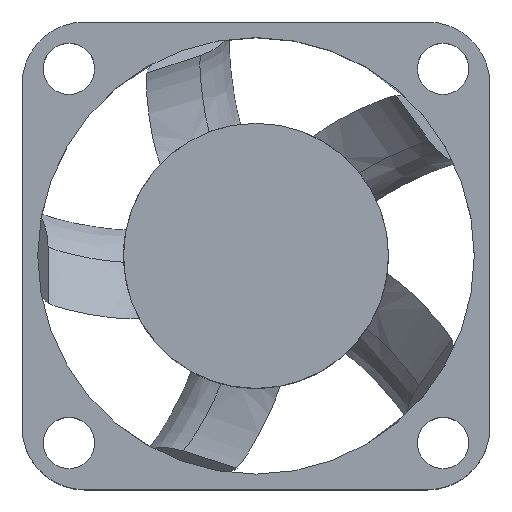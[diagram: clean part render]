
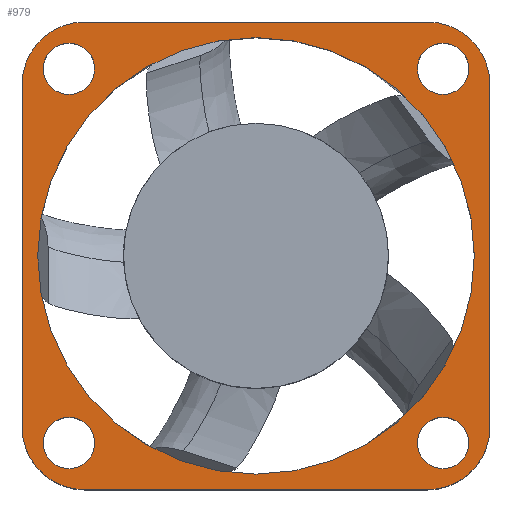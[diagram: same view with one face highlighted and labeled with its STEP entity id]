
A CAD part, top view. The second image highlights one B-rep face of the part: STEP entity #979.
In plain terms, the highlighted planar face has unit normal (0, 0, 1).
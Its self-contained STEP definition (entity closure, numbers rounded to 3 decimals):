
#55=LINE('',#1515,#87);
#61=LINE('',#1544,#93);
#69=LINE('',#1571,#101);
#70=LINE('',#1573,#102);
#87=VECTOR('',#1158,10.);
#93=VECTOR('',#1186,10.);
#101=VECTOR('',#1220,10.);
#102=VECTOR('',#1223,10.);
#220=FACE_BOUND('',#320,.T.);
#221=FACE_BOUND('',#321,.T.);
#222=FACE_BOUND('',#322,.T.);
#223=FACE_BOUND('',#323,.T.);
#224=FACE_BOUND('',#324,.T.);
#232=PLANE('',#1078);
#257=FACE_OUTER_BOUND('',#319,.T.);
#319=EDGE_LOOP('',(#766,#767,#768,#769,#770,#771,#772,#773));
#320=EDGE_LOOP('',(#774));
#321=EDGE_LOOP('',(#775));
#322=EDGE_LOOP('',(#776));
#323=EDGE_LOOP('',(#777));
#324=EDGE_LOOP('',(#778));
#364=CIRCLE('',#1038,14.);
#366=CIRCLE('',#1051,4.);
#374=CIRCLE('',#1062,4.);
#375=CIRCLE('',#1065,4.);
#376=CIRCLE('',#1067,4.);
#377=CIRCLE('',#1069,1.65);
#378=CIRCLE('',#1071,1.65);
#379=CIRCLE('',#1073,1.65);
#380=CIRCLE('',#1075,1.65);
#402=VERTEX_POINT('',#1368);
#435=VERTEX_POINT('',#1505);
#436=VERTEX_POINT('',#1507);
#438=VERTEX_POINT('',#1513);
#448=VERTEX_POINT('',#1537);
#449=VERTEX_POINT('',#1539);
#450=VERTEX_POINT('',#1543);
#451=VERTEX_POINT('',#1547);
#452=VERTEX_POINT('',#1551);
#453=VERTEX_POINT('',#1555);
#454=VERTEX_POINT('',#1559);
#455=VERTEX_POINT('',#1563);
#456=VERTEX_POINT('',#1567);
#511=EDGE_CURVE('',#402,#402,#364,.T.);
#544=EDGE_CURVE('',#435,#436,#366,.T.);
#548=EDGE_CURVE('',#438,#435,#55,.T.);
#560=EDGE_CURVE('',#448,#449,#374,.T.);
#562=EDGE_CURVE('',#449,#450,#61,.T.);
#564=EDGE_CURVE('',#450,#451,#375,.T.);
#567=EDGE_CURVE('',#452,#438,#376,.T.);
#569=EDGE_CURVE('',#453,#453,#377,.T.);
#571=EDGE_CURVE('',#454,#454,#378,.T.);
#573=EDGE_CURVE('',#455,#455,#379,.T.);
#575=EDGE_CURVE('',#456,#456,#380,.T.);
#576=EDGE_CURVE('',#451,#452,#69,.T.);
#577=EDGE_CURVE('',#436,#448,#70,.T.);
#766=ORIENTED_EDGE('',*,*,#544,.F.);
#767=ORIENTED_EDGE('',*,*,#548,.F.);
#768=ORIENTED_EDGE('',*,*,#567,.F.);
#769=ORIENTED_EDGE('',*,*,#576,.F.);
#770=ORIENTED_EDGE('',*,*,#564,.F.);
#771=ORIENTED_EDGE('',*,*,#562,.F.);
#772=ORIENTED_EDGE('',*,*,#560,.F.);
#773=ORIENTED_EDGE('',*,*,#577,.F.);
#774=ORIENTED_EDGE('',*,*,#575,.F.);
#775=ORIENTED_EDGE('',*,*,#573,.F.);
#776=ORIENTED_EDGE('',*,*,#571,.F.);
#777=ORIENTED_EDGE('',*,*,#569,.F.);
#778=ORIENTED_EDGE('',*,*,#511,.F.);
#979=ADVANCED_FACE('',(#257,#220,#221,#222,#223,#224),#232,.F.);
#1038=AXIS2_PLACEMENT_3D('',#1370,#1124,#1125);
#1051=AXIS2_PLACEMENT_3D('',#1508,#1151,#1152);
#1062=AXIS2_PLACEMENT_3D('',#1540,#1181,#1182);
#1065=AXIS2_PLACEMENT_3D('',#1548,#1190,#1191);
#1067=AXIS2_PLACEMENT_3D('',#1553,#1196,#1197);
#1069=AXIS2_PLACEMENT_3D('',#1557,#1201,#1202);
#1071=AXIS2_PLACEMENT_3D('',#1561,#1206,#1207);
#1073=AXIS2_PLACEMENT_3D('',#1565,#1211,#1212);
#1075=AXIS2_PLACEMENT_3D('',#1569,#1216,#1217);
#1078=AXIS2_PLACEMENT_3D('',#1574,#1224,#1225);
#1124=DIRECTION('center_axis',(0.,0.,
1.));
#1125=DIRECTION('ref_axis',(-1.,0.,0.));
#1151=DIRECTION('center_axis',(0.,0.,
-1.));
#1152=DIRECTION('ref_axis',(-0.707,0.707,0.));
#1158=DIRECTION('',(0.,1.,0.));
#1181=DIRECTION('center_axis',(0.,0.,
-1.));
#1182=DIRECTION('ref_axis',(0.707,0.707,0.));
#1186=DIRECTION('',(0.,-1.,0.));
#1190=DIRECTION('center_axis',(0.,0.,
-1.));
#1191=DIRECTION('ref_axis',(0.707,-0.707,0.));
#1196=DIRECTION('center_axis',(0.,0.,
-1.));
#1197=DIRECTION('ref_axis',(-0.707,-0.707,0.));
#1201=DIRECTION('center_axis',(0.,0.,
1.));
#1202=DIRECTION('ref_axis',(-1.,0.,0.));
#1206=DIRECTION('center_axis',(0.,0.,
1.));
#1207=DIRECTION('ref_axis',(-1.,0.,0.));
#1211=DIRECTION('center_axis',(0.,0.,
1.));
#1212=DIRECTION('ref_axis',(-1.,0.,0.));
#1216=DIRECTION('center_axis',(0.,0.,
1.));
#1217=DIRECTION('ref_axis',(-1.,0.,0.));
#1220=DIRECTION('',(-1.,0.,0.));
#1223=DIRECTION('',(1.,0.,0.));
#1224=DIRECTION('center_axis',(0.,0.,
-1.));
#1225=DIRECTION('ref_axis',(-1.,0.,0.));
#1368=CARTESIAN_POINT('',(-211.,0.,300.021));
#1370=CARTESIAN_POINT('Origin',(-225.,0.,
300.021));
#1505=CARTESIAN_POINT('',(-240.,11.,300.021));
#1507=CARTESIAN_POINT('',(-236.,15.,300.021));
#1508=CARTESIAN_POINT('Origin',(-236.,11.,300.021));
#1513=CARTESIAN_POINT('',(-240.,-11.,300.021));
#1515=CARTESIAN_POINT('',(-240.,-15.,300.021));
#1537=CARTESIAN_POINT('',(-214.,15.,300.021));
#1539=CARTESIAN_POINT('',(-210.,11.,300.021));
#1540=CARTESIAN_POINT('Origin',(-214.,11.,300.021));
#1543=CARTESIAN_POINT('',(-210.,-11.,300.021));
#1544=CARTESIAN_POINT('',(-210.,15.,300.021));
#1547=CARTESIAN_POINT('',(-214.,-15.,300.021));
#1548=CARTESIAN_POINT('Origin',(-214.,-11.,300.021));
#1551=CARTESIAN_POINT('',(-236.,-15.,300.021));
#1553=CARTESIAN_POINT('Origin',(-236.,-11.,300.021));
#1555=CARTESIAN_POINT('',(-235.35,-12.,300.021));
#1557=CARTESIAN_POINT('Origin',(-237.,-12.,300.021));
#1559=CARTESIAN_POINT('',(-211.35,-12.,300.021));
#1561=CARTESIAN_POINT('Origin',(-213.,-12.,300.021));
#1563=CARTESIAN_POINT('',(-235.35,12.,300.021));
#1565=CARTESIAN_POINT('Origin',(-237.,12.,300.021));
#1567=CARTESIAN_POINT('',(-211.35,12.,300.021));
#1569=CARTESIAN_POINT('Origin',(-213.,12.,300.021));
#1571=CARTESIAN_POINT('',(-210.,-15.,300.021));
#1573=CARTESIAN_POINT('',(-240.,15.,300.021));
#1574=CARTESIAN_POINT('Origin',(-225.,0.,
300.021));
